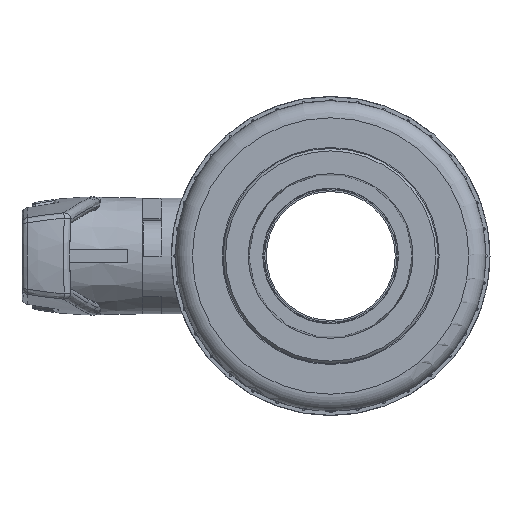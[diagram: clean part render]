
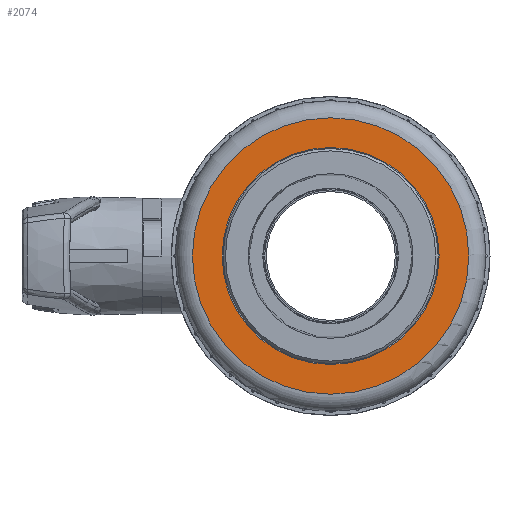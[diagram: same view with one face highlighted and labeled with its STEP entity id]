
A CAD part, left-side view. The second image highlights one B-rep face of the part: STEP entity #2074.
In plain terms, the highlighted planar face has unit normal (-1, 0, 0).
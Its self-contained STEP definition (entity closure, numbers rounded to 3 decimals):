
#1545=FACE_BOUND('',#4597,.T.);
#1546=FACE_BOUND('',#4598,.T.);
#2074=ADVANCED_FACE('',(#1545,#1546),#2999,.F.);
#2999=PLANE('',#19163);
#4597=EDGE_LOOP('',(#7827));
#4598=EDGE_LOOP('',(#7828));
#5866=CIRCLE('',#19161,34.556);
#5867=CIRCLE('',#19162,27.136);
#7827=ORIENTED_EDGE('',*,*,#14166,.T.);
#7828=ORIENTED_EDGE('',*,*,#14167,.T.);
#12153=VERTEX_POINT('',#31661);
#12154=VERTEX_POINT('',#31663);
#14166=EDGE_CURVE('',#12153,#12153,#5866,.T.);
#14167=EDGE_CURVE('',#12154,#12154,#5867,.T.);
#19161=AXIS2_PLACEMENT_3D('',#31660,#21816,#21817);
#19162=AXIS2_PLACEMENT_3D('',#31662,#21818,#21819);
#19163=AXIS2_PLACEMENT_3D('',#31664,#21820,#21821);
#21816=DIRECTION('',(-1.,0.,0.));
#21817=DIRECTION('',(0.,1.,0.));
#21818=DIRECTION('',(1.,0.,0.));
#21819=DIRECTION('',(0.,0.,-1.));
#21820=DIRECTION('',(1.,0.,0.));
#21821=DIRECTION('',(0.,1.,0.));
#31660=CARTESIAN_POINT('',(-511.964,-1.25,0.));
#31661=CARTESIAN_POINT('',(-511.964,33.306,0.));
#31662=CARTESIAN_POINT('',(-511.964,-1.25,0.));
#31663=CARTESIAN_POINT('',(-511.964,-1.25,-27.136));
#31664=CARTESIAN_POINT('',(-511.964,37.546,0.));
